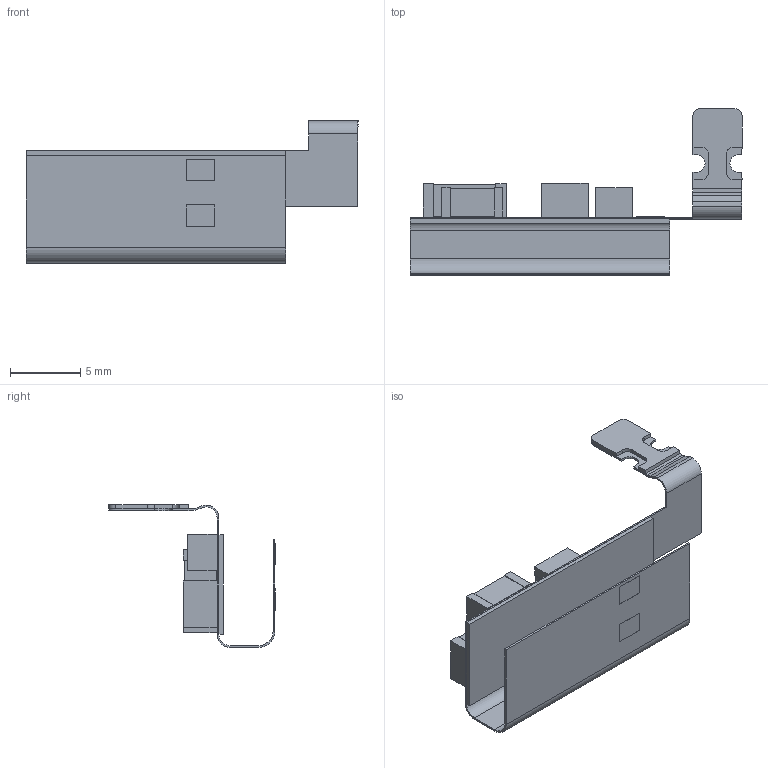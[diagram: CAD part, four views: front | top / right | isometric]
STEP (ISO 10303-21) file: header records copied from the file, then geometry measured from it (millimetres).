
FILE_DESCRIPTION (( 'STEP AP203' ), '1' );
FILE_NAME ('NNP-DWG-115-003-000 SA, Near Field PCB Assembly.STEP', '2024-08-21T19:09:46', ( '' ), ( '' ), 'SwSTEP 2.0', 'SolidWorks 2024', '' );
FILE_SCHEMA (( 'CONFIG_CONTROL_DESIGN' ));
Length unit declared in the file: millimetre
Products named in the file (4): NNP-DWG-115-003-000 SA, Near Field PCB Assembly; NNP-DWG-110-019-000 Capacitor, 0.47 uF; NNP-DWG-110-017-000 Power Module, Daughter Board; NNP-DWG-110-018-000 Capacitor, 0.22 uF
Assembly tree (5 placements, depth 2):
  NNP-DWG-115-003-000 SA, Near Field PCB Assembly
    NNP-DWG-110-017-000 Power Module, Daughter Board
    NNP-DWG-110-018-000 Capacitor, 0.22 uF  x2
    NNP-DWG-110-019-000 Capacitor, 0.47 uF  x2
Bounding box: 23.68 x 11.86 x 10.19 mm (x, y, z)
Volume: 230.2 mm3; surface area: 1398.9 mm2
Topology: 7 solids, 7 shells, 171 faces, 406 edges, 260 vertices
Faces by surface type: plane 147, cylinder 24
Entity records: 4434 total; most frequent: CARTESIAN_POINT 693, DIRECTION 676, ORIENTED_EDGE 668, EDGE_CURVE 334, VECTOR 286, LINE 286, VERTEX_POINT 212, AXIS2_PLACEMENT_3D 195
